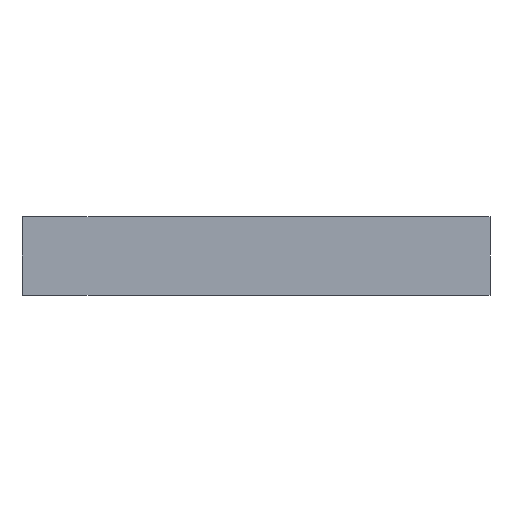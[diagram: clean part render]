
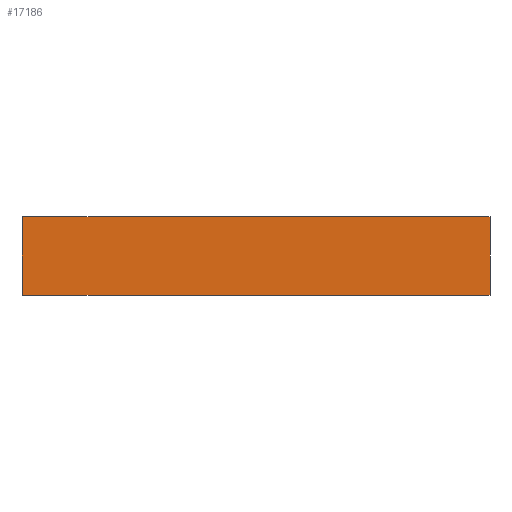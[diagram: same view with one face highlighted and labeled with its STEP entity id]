
A CAD part, front view. The second image highlights one B-rep face of the part: STEP entity #17186.
In plain terms, the highlighted planar face has unit normal (0, -1, 0).
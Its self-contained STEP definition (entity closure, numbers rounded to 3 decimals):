
#16278 = PLANE('',#16279);
#16279 = AXIS2_PLACEMENT_3D('',#16280,#16281,#16282);
#16280 = CARTESIAN_POINT('',(0.,0.,1.6)
  );
#16281 = DIRECTION('',(0.,0.,1.));
#16282 = DIRECTION('',(0.,1.,0.));
#16308 = PLANE('',#16309);
#16309 = AXIS2_PLACEMENT_3D('',#16310,#16311,#16312);
#16310 = CARTESIAN_POINT('',(0.,0.,-1.6
    ));
#16311 = DIRECTION('',(0.,0.,-1.));
#16312 = DIRECTION('',(-1.,0.,0.));
#16577 = EDGE_CURVE('',#16578,#16580,#16582,.T.);
#16578 = VERTEX_POINT('',#16579);
#16579 = CARTESIAN_POINT('',(9.5,-82.5,1.6));
#16580 = VERTEX_POINT('',#16581);
#16581 = CARTESIAN_POINT('',(-9.5,-82.5,1.6));
#16582 = SURFACE_CURVE('',#16583,(#16587,#16594),.PCURVE_S1.);
#16583 = LINE('',#16584,#16585);
#16584 = CARTESIAN_POINT('',(9.5,-82.5,1.6));
#16585 = VECTOR('',#16586,1.);
#16586 = DIRECTION('',(-1.,0.,0.));
#16587 = PCURVE('',#16278,#16588);
#16588 = DEFINITIONAL_REPRESENTATION('',(#16589),#16593);
#16589 = LINE('',#16590,#16591);
#16590 = CARTESIAN_POINT('',(-82.5,-9.5));
#16591 = VECTOR('',#16592,1.);
#16592 = DIRECTION('',(0.,1.));
#16593 = ( GEOMETRIC_REPRESENTATION_CONTEXT(2) 
PARAMETRIC_REPRESENTATION_CONTEXT() REPRESENTATION_CONTEXT('2D SPACE',''
  ) );
#16594 = PCURVE('',#16595,#16600);
#16595 = PLANE('',#16596);
#16596 = AXIS2_PLACEMENT_3D('',#16597,#16598,#16599);
#16597 = CARTESIAN_POINT('',(0.,-82.5,0.));
#16598 = DIRECTION('',(0.,-1.,0.));
#16599 = DIRECTION('',(0.,0.,-1.));
#16600 = DEFINITIONAL_REPRESENTATION('',(#16601),#16605);
#16601 = LINE('',#16602,#16603);
#16602 = CARTESIAN_POINT('',(-1.6,9.5));
#16603 = VECTOR('',#16604,1.);
#16604 = DIRECTION('',(0.,-1.));
#16605 = ( GEOMETRIC_REPRESENTATION_CONTEXT(2) 
PARAMETRIC_REPRESENTATION_CONTEXT() REPRESENTATION_CONTEXT('2D SPACE',''
  ) );
#16623 = PLANE('',#16624);
#16624 = AXIS2_PLACEMENT_3D('',#16625,#16626,#16627);
#16625 = CARTESIAN_POINT('',(9.5,-70.,0.));
#16626 = DIRECTION('',(1.,0.,0.));
#16627 = DIRECTION('',(0.,0.,1.));
#16864 = PLANE('',#16865);
#16865 = AXIS2_PLACEMENT_3D('',#16866,#16867,#16868);
#16866 = CARTESIAN_POINT('',(-9.5,-70.,0.));
#16867 = DIRECTION('',(-1.,0.,0.));
#16868 = DIRECTION('',(0.,0.,-1.));
#16928 = EDGE_CURVE('',#16929,#16931,#16933,.T.);
#16929 = VERTEX_POINT('',#16930);
#16930 = CARTESIAN_POINT('',(-9.5,-82.5,-1.6));
#16931 = VERTEX_POINT('',#16932);
#16932 = CARTESIAN_POINT('',(9.5,-82.5,-1.6));
#16933 = SURFACE_CURVE('',#16934,(#16938,#16945),.PCURVE_S1.);
#16934 = LINE('',#16935,#16936);
#16935 = CARTESIAN_POINT('',(-9.5,-82.5,-1.6));
#16936 = VECTOR('',#16937,1.);
#16937 = DIRECTION('',(1.,-0.,0.));
#16938 = PCURVE('',#16308,#16939);
#16939 = DEFINITIONAL_REPRESENTATION('',(#16940),#16944);
#16940 = LINE('',#16941,#16942);
#16941 = CARTESIAN_POINT('',(9.5,-82.5));
#16942 = VECTOR('',#16943,1.);
#16943 = DIRECTION('',(-1.,0.));
#16944 = ( GEOMETRIC_REPRESENTATION_CONTEXT(2) 
PARAMETRIC_REPRESENTATION_CONTEXT() REPRESENTATION_CONTEXT('2D SPACE',''
  ) );
#16945 = PCURVE('',#16595,#16946);
#16946 = DEFINITIONAL_REPRESENTATION('',(#16947),#16951);
#16947 = LINE('',#16948,#16949);
#16948 = CARTESIAN_POINT('',(1.6,-9.5));
#16949 = VECTOR('',#16950,1.);
#16950 = DIRECTION('',(0.,1.));
#16951 = ( GEOMETRIC_REPRESENTATION_CONTEXT(2) 
PARAMETRIC_REPRESENTATION_CONTEXT() REPRESENTATION_CONTEXT('2D SPACE',''
  ) );
#17186 = ADVANCED_FACE('',(#17187),#16595,.T.);
#17187 = FACE_BOUND('',#17188,.T.);
#17188 = EDGE_LOOP('',(#17189,#17190,#17211,#17212));
#17189 = ORIENTED_EDGE('',*,*,#16928,.T.);
#17190 = ORIENTED_EDGE('',*,*,#17191,.F.);
#17191 = EDGE_CURVE('',#16578,#16931,#17192,.T.);
#17192 = SURFACE_CURVE('',#17193,(#17197,#17204),.PCURVE_S1.);
#17193 = LINE('',#17194,#17195);
#17194 = CARTESIAN_POINT('',(9.5,-82.5,1.6));
#17195 = VECTOR('',#17196,1.);
#17196 = DIRECTION('',(0.,0.,-1.));
#17197 = PCURVE('',#16595,#17198);
#17198 = DEFINITIONAL_REPRESENTATION('',(#17199),#17203);
#17199 = LINE('',#17200,#17201);
#17200 = CARTESIAN_POINT('',(-1.6,9.5));
#17201 = VECTOR('',#17202,1.);
#17202 = DIRECTION('',(1.,0.));
#17203 = ( GEOMETRIC_REPRESENTATION_CONTEXT(2) 
PARAMETRIC_REPRESENTATION_CONTEXT() REPRESENTATION_CONTEXT('2D SPACE',''
  ) );
#17204 = PCURVE('',#16623,#17205);
#17205 = DEFINITIONAL_REPRESENTATION('',(#17206),#17210);
#17206 = LINE('',#17207,#17208);
#17207 = CARTESIAN_POINT('',(1.6,12.5));
#17208 = VECTOR('',#17209,1.);
#17209 = DIRECTION('',(-1.,0.));
#17210 = ( GEOMETRIC_REPRESENTATION_CONTEXT(2) 
PARAMETRIC_REPRESENTATION_CONTEXT() REPRESENTATION_CONTEXT('2D SPACE',''
  ) );
#17211 = ORIENTED_EDGE('',*,*,#16577,.T.);
#17212 = ORIENTED_EDGE('',*,*,#17213,.T.);
#17213 = EDGE_CURVE('',#16580,#16929,#17214,.T.);
#17214 = SURFACE_CURVE('',#17215,(#17219,#17226),.PCURVE_S1.);
#17215 = LINE('',#17216,#17217);
#17216 = CARTESIAN_POINT('',(-9.5,-82.5,1.6));
#17217 = VECTOR('',#17218,1.);
#17218 = DIRECTION('',(0.,0.,-1.));
#17219 = PCURVE('',#16595,#17220);
#17220 = DEFINITIONAL_REPRESENTATION('',(#17221),#17225);
#17221 = LINE('',#17222,#17223);
#17222 = CARTESIAN_POINT('',(-1.6,-9.5));
#17223 = VECTOR('',#17224,1.);
#17224 = DIRECTION('',(1.,0.));
#17225 = ( GEOMETRIC_REPRESENTATION_CONTEXT(2) 
PARAMETRIC_REPRESENTATION_CONTEXT() REPRESENTATION_CONTEXT('2D SPACE',''
  ) );
#17226 = PCURVE('',#16864,#17227);
#17227 = DEFINITIONAL_REPRESENTATION('',(#17228),#17232);
#17228 = LINE('',#17229,#17230);
#17229 = CARTESIAN_POINT('',(-1.6,12.5));
#17230 = VECTOR('',#17231,1.);
#17231 = DIRECTION('',(1.,0.));
#17232 = ( GEOMETRIC_REPRESENTATION_CONTEXT(2) 
PARAMETRIC_REPRESENTATION_CONTEXT() REPRESENTATION_CONTEXT('2D SPACE',''
  ) );
